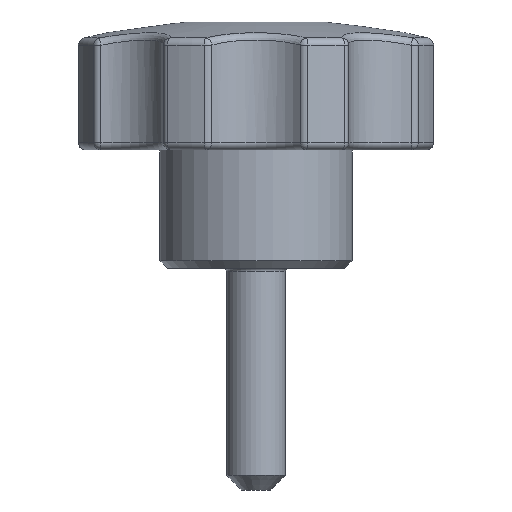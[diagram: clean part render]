
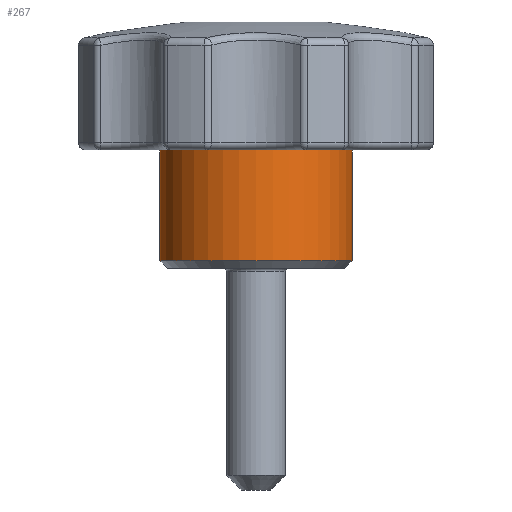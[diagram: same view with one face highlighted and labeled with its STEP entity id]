
A CAD part, front view. The second image highlights one B-rep face of the part: STEP entity #267.
In plain terms, the highlighted cylindrical face has radius 6.5 mm (diameter 13 mm), a full revolution.
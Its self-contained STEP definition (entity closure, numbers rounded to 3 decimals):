
#267 = ADVANCED_FACE( '', ( #579, #580 ), #581, .T. );
#579 = FACE_OUTER_BOUND( '', #2043, .T. );
#580 = FACE_OUTER_BOUND( '', #2044, .T. );
#581 = CYLINDRICAL_SURFACE( '', #2045, 6.5 );
#2043 = EDGE_LOOP( '', ( #3035 ) );
#2044 = EDGE_LOOP( '', ( #3036 ) );
#2045 = AXIS2_PLACEMENT_3D( '', #3037, #3038, #3039 );
#3035 = ORIENTED_EDGE( '', *, *, #3624, .T. );
#3036 = ORIENTED_EDGE( '', *, *, #3625, .F. );
#3037 = CARTESIAN_POINT( '', ( 0., 0., 57.15 ) );
#3038 = DIRECTION( '', ( 0., 0., -1. ) );
#3039 = DIRECTION( '', ( 1., 0., 0. ) );
#3624 = EDGE_CURVE( '', #4045, #4045, #4046, .T. );
#3625 = EDGE_CURVE( '', #4047, #4047, #4048, .T. );
#4045 = VERTEX_POINT( '', #5223 );
#4046 = CIRCLE( '', #5224, 6.5 );
#4047 = VERTEX_POINT( '', #5225 );
#4048 = CIRCLE( '', #5226, 6.5 );
#5223 = CARTESIAN_POINT( '', ( 6.5, 0., 0.5 ) );
#5224 = AXIS2_PLACEMENT_3D( '', #5832, #5833, #5834 );
#5225 = CARTESIAN_POINT( '', ( 6.5, 0., 8. ) );
#5226 = AXIS2_PLACEMENT_3D( '', #5835, #5836, #5837 );
#5832 = CARTESIAN_POINT( '', ( 0., 0., 0.5 ) );
#5833 = DIRECTION( '', ( 0., 0., 1. ) );
#5834 = DIRECTION( '', ( 1., 0., 0. ) );
#5835 = CARTESIAN_POINT( '', ( 0., 0., 8. ) );
#5836 = DIRECTION( '', ( 0., 0., 1. ) );
#5837 = DIRECTION( '', ( 1., 0., 0. ) );
